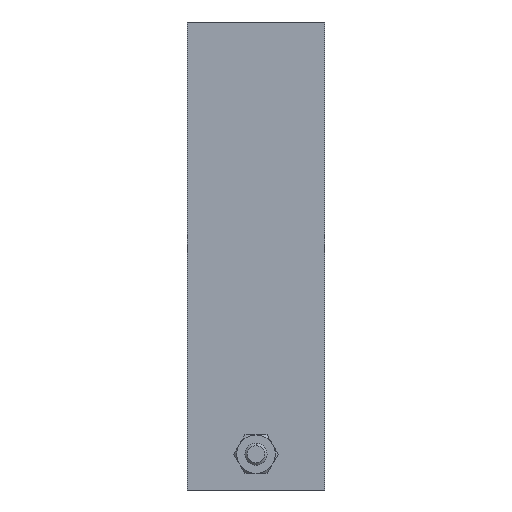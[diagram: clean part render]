
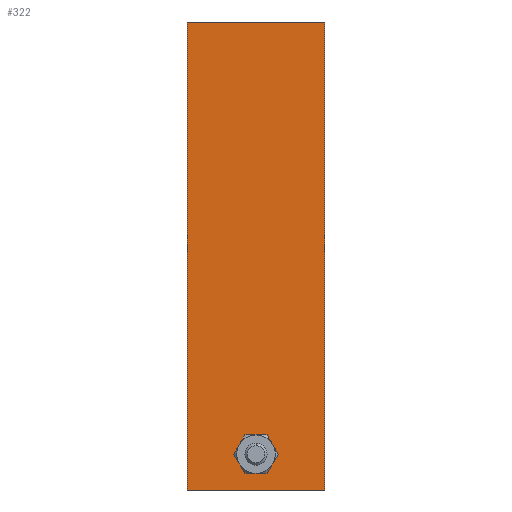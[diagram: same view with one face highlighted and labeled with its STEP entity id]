
A CAD part, left-side view. The second image highlights one B-rep face of the part: STEP entity #322.
In plain terms, the highlighted planar face has unit normal (-1, 0, 0).
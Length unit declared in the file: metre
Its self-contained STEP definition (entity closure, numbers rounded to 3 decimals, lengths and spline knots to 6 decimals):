
#322=ADVANCED_FACE('NONE',(#643,#644),#645,.F.);
#643=FACE_OUTER_BOUND('',#965,.T.);
#644=FACE_BOUND('',#966,.T.);
#645=PLANE('',#967);
#965=EDGE_LOOP('',(#1790,#1791,#1792,#1793));
#966=EDGE_LOOP('',(#1794,#1795));
#967=AXIS2_PLACEMENT_3D('',#1796,#1797,#1798);
#1790=ORIENTED_EDGE('',*,*,#2153,.F.);
#1791=ORIENTED_EDGE('',*,*,#2162,.F.);
#1792=ORIENTED_EDGE('',*,*,#2158,.F.);
#1793=ORIENTED_EDGE('',*,*,#2163,.F.);
#1794=ORIENTED_EDGE('',*,*,#2142,.T.);
#1795=ORIENTED_EDGE('',*,*,#2164,.T.);
#1796=CARTESIAN_POINT('',(-0.043496,0.,0.05415));
#1797=DIRECTION('',(1.0,0.0,0.0));
#1798=DIRECTION('',(0.0,0.0,-1.0));
#2142=EDGE_CURVE('NONE',#2601,#2599,#2602,.T.);
#2153=EDGE_CURVE('NONE',#2618,#2620,#2621,.T.);
#2158=EDGE_CURVE('NONE',#2626,#2628,#2629,.T.);
#2162=EDGE_CURVE('NONE',#2628,#2618,#2634,.T.);
#2163=EDGE_CURVE('NONE',#2620,#2626,#2635,.T.);
#2164=EDGE_CURVE('NONE',#2599,#2601,#2636,.T.);
#2599=VERTEX_POINT('NONE',#3441);
#2601=VERTEX_POINT('NONE',#3444);
#2602=CIRCLE('',#3445,0.0021);
#2618=VERTEX_POINT('NONE',#3468);
#2620=VERTEX_POINT('NONE',#3471);
#2621=LINE('',#3472,#3473);
#2626=VERTEX_POINT('NONE',#3480);
#2628=VERTEX_POINT('NONE',#3483);
#2629=LINE('',#3484,#3485);
#2634=LINE('',#3492,#3493);
#2635=LINE('',#3494,#3495);
#2636=CIRCLE('',#3496,0.0021);
#3441=CARTESIAN_POINT('',(-0.043496,-0.0021,0.01815));
#3444=CARTESIAN_POINT('',(-0.043496,0.0021,0.01815));
#3445=AXIS2_PLACEMENT_3D('',#3828,#3829,#3830);
#3468=CARTESIAN_POINT('',(-0.043496,0.0125,0.01165));
#3471=CARTESIAN_POINT('',(-0.043496,0.0125,0.09665));
#3472=CARTESIAN_POINT('',(-0.043496,0.0125,0.09665));
#3473=VECTOR('',#3839,1.0);
#3480=CARTESIAN_POINT('',(-0.043496,-0.0125,0.09665));
#3483=CARTESIAN_POINT('',(-0.043496,-0.0125,0.01165));
#3484=CARTESIAN_POINT('',(-0.043496,-0.0125,0.09665));
#3485=VECTOR('',#3843,1.0);
#3492=CARTESIAN_POINT('',(-0.043496,-0.0125,0.01165));
#3493=VECTOR('',#3846,1.0);
#3494=CARTESIAN_POINT('',(-0.043496,-0.0125,0.09665));
#3495=VECTOR('',#3847,1.0);
#3496=AXIS2_PLACEMENT_3D('',#3848,#3849,#3850);
#3828=CARTESIAN_POINT('',(-0.043496,0.,0.01815));
#3829=DIRECTION('',(1.0,0.0,0.0));
#3830=DIRECTION('',(0.0,-1.0,0.0));
#3839=DIRECTION('',(0.0,0.0,1.0));
#3843=DIRECTION('',(0.0,0.0,-1.0));
#3846=DIRECTION('',(0.0,1.0,0.0));
#3847=DIRECTION('',(0.0,-1.0,0.0));
#3848=CARTESIAN_POINT('',(-0.043496,0.,0.01815));
#3849=DIRECTION('',(1.0,0.0,0.0));
#3850=DIRECTION('',(0.0,-1.0,0.0));
